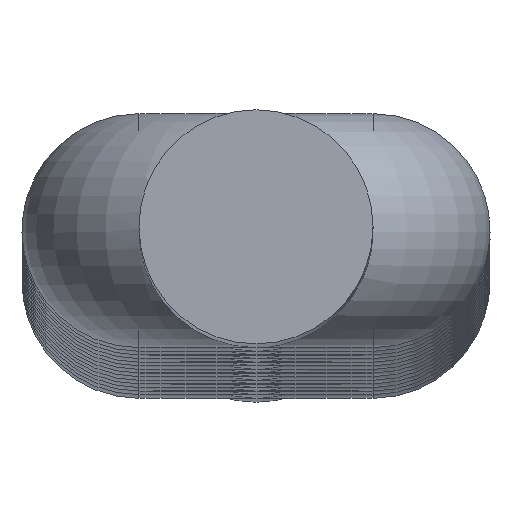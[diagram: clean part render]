
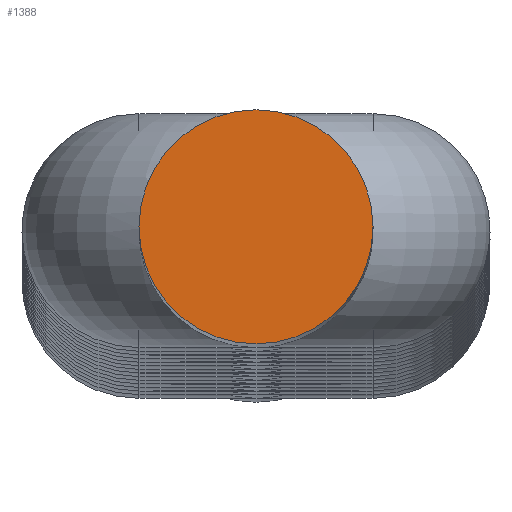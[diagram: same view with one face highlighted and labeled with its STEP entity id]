
A CAD part, top view. The second image highlights one B-rep face of the part: STEP entity #1388.
In plain terms, the highlighted planar face has unit normal (0, 0, 1).
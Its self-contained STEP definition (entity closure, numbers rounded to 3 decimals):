
#511 = CIRCLE ( 'NONE', #8968, 7. ) ;
#1388 = ADVANCED_FACE ( 'NONE', ( #13058 ), #9861, .T. ) ;
#2705 = VERTEX_POINT ( 'NONE', #4450 ) ;
#3311 = CARTESIAN_POINT ( 'NONE',  ( 0., 0., 1000. ) ) ;
#4149 = CARTESIAN_POINT ( 'NONE',  ( 0., 0., 1000. ) ) ;
#4450 = CARTESIAN_POINT ( 'NONE',  ( 7., 0., 1000. ) ) ;
#4555 = DIRECTION ( 'NONE',  ( 0., 0., 1. ) ) ;
#7303 = EDGE_CURVE ( 'NONE', #2705, #2705, #511, .T. ) ;
#8759 = ORIENTED_EDGE ( 'NONE', *, *, #7303, .T. ) ;
#8968 = AXIS2_PLACEMENT_3D ( 'NONE', #4149, #14032, #13944 ) ;
#9233 = EDGE_LOOP ( 'NONE', ( #8759 ) ) ;
#9861 = PLANE ( 'NONE',  #13633 ) ;
#12019 = DIRECTION ( 'NONE',  ( 1., 0., 0. ) ) ;
#13058 = FACE_OUTER_BOUND ( 'NONE', #9233, .T. ) ;
#13633 = AXIS2_PLACEMENT_3D ( 'NONE', #3311, #4555, #12019 ) ;
#13944 = DIRECTION ( 'NONE',  ( 1., 0., 0. ) ) ;
#14032 = DIRECTION ( 'NONE',  ( 0., 0., 1. ) ) ;
